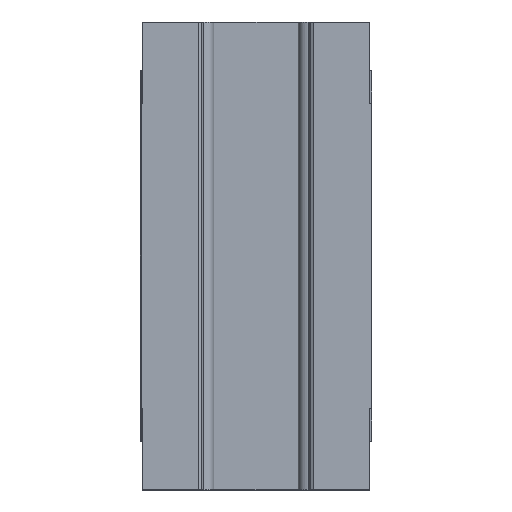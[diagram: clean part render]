
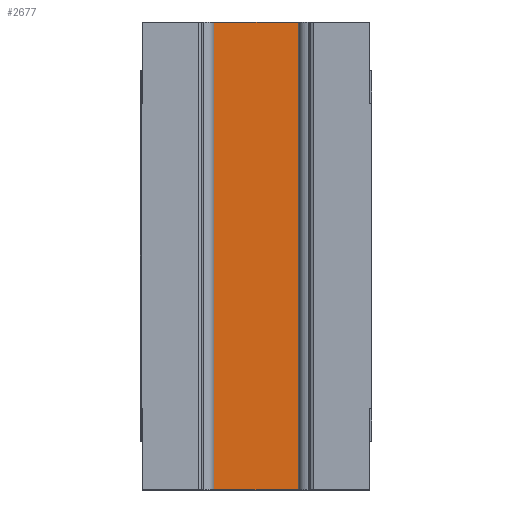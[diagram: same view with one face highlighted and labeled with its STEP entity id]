
A CAD part, front view. The second image highlights one B-rep face of the part: STEP entity #2677.
In plain terms, the highlighted planar face has unit normal (0, -1, 0).
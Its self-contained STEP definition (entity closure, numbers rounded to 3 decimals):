
#892 = EDGE_LOOP ( 'NONE', ( #14256, #14774, #14341, #13852 ) ) ;
#1188 = FACE_OUTER_BOUND ( 'NONE', #892, .T. ) ;
#1297 = LINE ( 'NONE', #6792, #1313 ) ;
#1313 = VECTOR ( 'NONE', #6786, 1000. ) ;
#1346 = LINE ( 'NONE', #6755, #1394 ) ;
#1394 = VECTOR ( 'NONE', #6756, 1000. ) ;
#2242 = AXIS2_PLACEMENT_3D ( 'NONE', #17768, #17384, #17706 ) ;
#2677 = ADVANCED_FACE ( 'NONE', ( #1188 ), #17737, .F. ) ;
#3262 = EDGE_CURVE ( 'NONE', #5276, #5220, #1297, .T. ) ;
#3268 = EDGE_CURVE ( 'NONE', #5133, #5387, #1346, .T. ) ;
#3557 = CARTESIAN_POINT ( 'NONE',  ( 22.5, 10.2, 100.95 ) ) ;
#3639 = CARTESIAN_POINT ( 'NONE',  ( 22.5, 10.2, -100.95 ) ) ;
#3672 = CARTESIAN_POINT ( 'NONE',  ( -22.5, 10.2, -100.95 ) ) ;
#3778 = CARTESIAN_POINT ( 'NONE',  ( -22.5, 10.2, 100.95 ) ) ;
#5133 = VERTEX_POINT ( 'NONE', #3557 ) ;
#5220 = VERTEX_POINT ( 'NONE', #3639 ) ;
#5276 = VERTEX_POINT ( 'NONE', #3672 ) ;
#5387 = VERTEX_POINT ( 'NONE', #3778 ) ;
#6508 = EDGE_CURVE ( 'NONE', #5276, #5387, #16856, .T. ) ;
#6511 = EDGE_CURVE ( 'NONE', #5220, #5133, #16975, .T. ) ;
#6755 = CARTESIAN_POINT ( 'NONE',  ( -22.2, 10.2, 100.95 ) ) ;
#6756 = DIRECTION ( 'NONE',  ( -1., 0., 0. ) ) ;
#6786 = DIRECTION ( 'NONE',  ( 1., 0., 0. ) ) ;
#6792 = CARTESIAN_POINT ( 'NONE',  ( -22.2, 10.2, -100.95 ) ) ;
#13852 = ORIENTED_EDGE ( 'NONE', *, *, #6508, .F. ) ;
#14256 = ORIENTED_EDGE ( 'NONE', *, *, #3262, .T. ) ;
#14341 = ORIENTED_EDGE ( 'NONE', *, *, #3268, .T. ) ;
#14774 = ORIENTED_EDGE ( 'NONE', *, *, #6511, .T. ) ;
#16323 = CARTESIAN_POINT ( 'NONE',  ( 22.5, 10.2, -170.932 ) ) ;
#16447 = CARTESIAN_POINT ( 'NONE',  ( -22.5, 10.2, -170.932 ) ) ;
#16570 = DIRECTION ( 'NONE',  ( 0., 0., 1. ) ) ;
#16785 = DIRECTION ( 'NONE',  ( 0., 0., 1. ) ) ;
#16856 = LINE ( 'NONE', #16447, #16966 ) ;
#16860 = VECTOR ( 'NONE', #16785, 1000. ) ;
#16966 = VECTOR ( 'NONE', #16570, 1000. ) ;
#16975 = LINE ( 'NONE', #16323, #16860 ) ;
#17384 = DIRECTION ( 'NONE',  ( 0., 1., 0. ) ) ;
#17706 = DIRECTION ( 'NONE',  ( 0., 0., 1. ) ) ;
#17737 = PLANE ( 'NONE',  #2242 ) ;
#17768 = CARTESIAN_POINT ( 'NONE',  ( -22.2, 10.2, -170.932 ) ) ;
